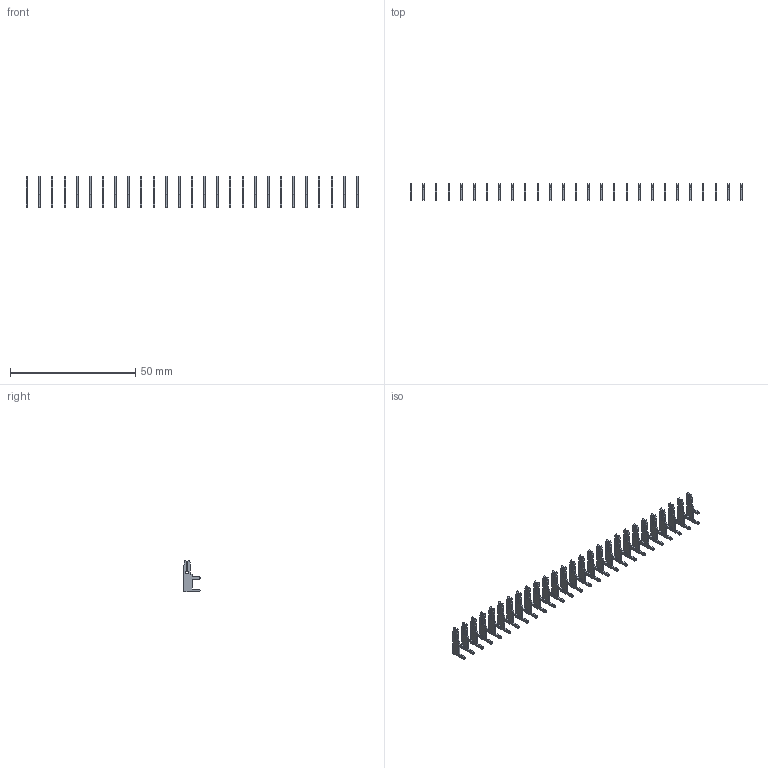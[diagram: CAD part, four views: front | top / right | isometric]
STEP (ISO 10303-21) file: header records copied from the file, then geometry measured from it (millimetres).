
FILE_DESCRIPTION (( 'STEP AP203' ), '1' );
FILE_NAME ('105-027-203-200.STEP', '2020-08-29T23:38:58', ( '' ), ( '' ), 'SwSTEP 2.0', 'SolidWorks 2020', '' );
FILE_SCHEMA (( 'CONFIG_CONTROL_DESIGN' ));
Length unit declared in the file: inch
Products named in the file (2): 100-290-001_100-290-203; 105-027-203-200
Assembly tree (27 placements, depth 2):
  105-027-203-200
    100-290-001_100-290-203  x27
Bounding box: 132.68 x 6.53 x 12.7 mm (x, y, z)
Volume: 681.6 mm3; surface area: 3124.4 mm2
Topology: 27 solids, 27 shells, 756 faces, 2106 edges, 1404 vertices
Faces by surface type: plane 567, cylinder 189
Entity records: 1928 total; most frequent: DIRECTION 204, CARTESIAN_POINT 200, ORIENTED_EDGE 156, EDGE_CURVE 78, AXIS2_PLACEMENT_3D 72, COORDINATED_UNIVERSAL_TIME_OFFSET 64, CALENDAR_DATE 64, LOCAL_TIME 64
